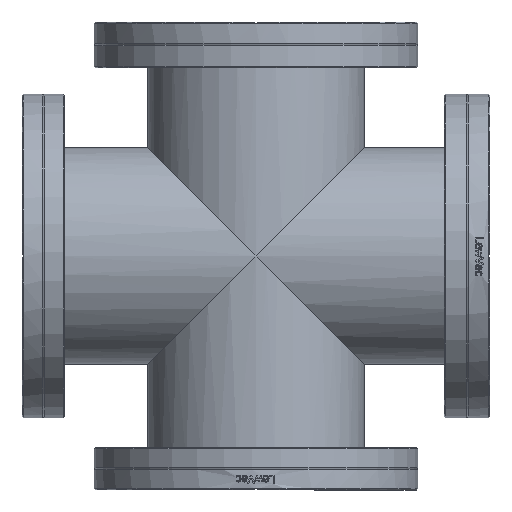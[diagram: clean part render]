
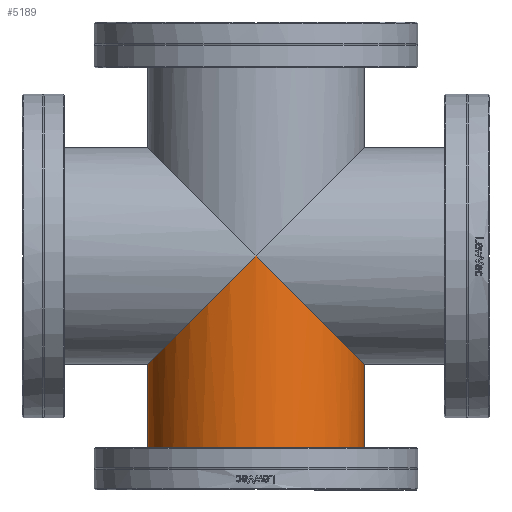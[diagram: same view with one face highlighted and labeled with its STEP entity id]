
A CAD part, left-side view. The second image highlights one B-rep face of the part: STEP entity #5189.
In plain terms, the highlighted cylindrical face has radius 50.8 mm (diameter 101.6 mm), a full revolution.
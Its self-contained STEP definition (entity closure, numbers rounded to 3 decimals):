
#11=ELLIPSE('',#5719,71.842,50.8);
#13=ELLIPSE('',#5722,71.842,50.8);
#930=CYLINDRICAL_SURFACE('',#5726,50.8);
#1070=FACE_BOUND('',#1774,.T.);
#1339=FACE_OUTER_BOUND('',#1773,.T.);
#1773=EDGE_LOOP('',(#4254,#4255));
#1774=EDGE_LOOP('',(#4256));
#2181=CIRCLE('',#5727,50.8);
#2582=VERTEX_POINT('',#19890);
#2583=VERTEX_POINT('',#19891);
#2587=VERTEX_POINT('',#19905);
#3192=EDGE_CURVE('',#2582,#2583,#11,.T.);
#3196=EDGE_CURVE('',#2583,#2582,#13,.T.);
#3199=EDGE_CURVE('',#2587,#2587,#2181,.T.);
#4254=ORIENTED_EDGE('',*,*,#3192,.T.);
#4255=ORIENTED_EDGE('',*,*,#3196,.T.);
#4256=ORIENTED_EDGE('',*,*,#3199,.F.);
#5189=ADVANCED_FACE('',(#1339,#1070),#930,.T.);
#5719=AXIS2_PLACEMENT_3D('',#19892,#6626,#6627);
#5722=AXIS2_PLACEMENT_3D('',#19899,#6634,#6635);
#5726=AXIS2_PLACEMENT_3D('',#19904,#6642,#6643);
#5727=AXIS2_PLACEMENT_3D('',#19906,#6644,#6645);
#6626=DIRECTION('center_axis',(-0.707,0.,
0.707));
#6627=DIRECTION('ref_axis',(-0.707,0.,-0.707));
#6634=DIRECTION('center_axis',(0.707,0.,0.707));
#6635=DIRECTION('ref_axis',(-0.707,0.,0.707));
#6642=DIRECTION('center_axis',(0.,0.,1.));
#6643=DIRECTION('ref_axis',(-1.,0.,0.));
#6644=DIRECTION('center_axis',(0.,0.,1.));
#6645=DIRECTION('ref_axis',(-1.,0.,0.));
#19890=CARTESIAN_POINT('',(0.,-50.8,0.));
#19891=CARTESIAN_POINT('',(0.,50.8,0.));
#19892=CARTESIAN_POINT('Origin',(0.,0.,0.));
#19899=CARTESIAN_POINT('Origin',(0.,0.,0.));
#19904=CARTESIAN_POINT('Origin',(0.,0.,0.));
#19905=CARTESIAN_POINT('',(50.8,0.,98.6));
#19906=CARTESIAN_POINT('Origin',(0.,0.,98.6));
